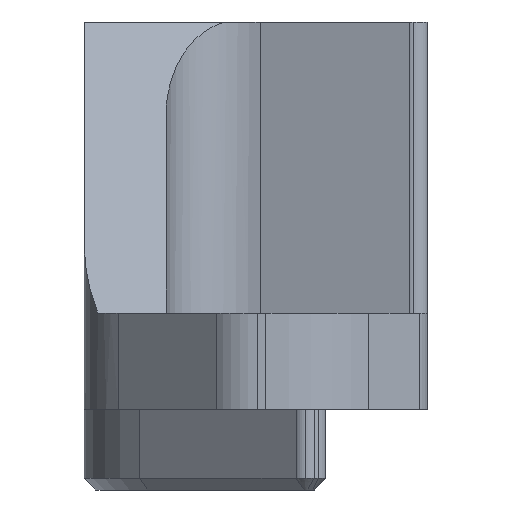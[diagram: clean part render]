
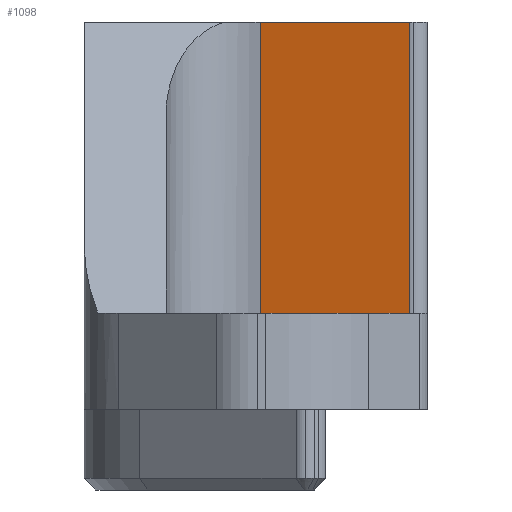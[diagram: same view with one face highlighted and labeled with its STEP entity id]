
A CAD part, left-side view. The second image highlights one B-rep face of the part: STEP entity #1098.
In plain terms, the highlighted planar face has unit normal (-0.956, 0.292, 0).
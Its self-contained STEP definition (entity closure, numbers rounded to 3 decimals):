
#45 = CARTESIAN_POINT ( 'NONE',  ( 3.649, -31.294, 8.452 ) ) ;
#78 = AXIS2_PLACEMENT_3D ( 'NONE', #863, #1727, #2539 ) ;
#126 = EDGE_CURVE ( 'NONE', #1501, #2553, #1071, .T. ) ;
#202 = VERTEX_POINT ( 'NONE', #1148 ) ;
#387 = VECTOR ( 'NONE', #2295, 1000. ) ;
#496 = ORIENTED_EDGE ( 'NONE', *, *, #126, .T. ) ;
#633 = VECTOR ( 'NONE', #693, 1000. ) ;
#673 = VERTEX_POINT ( 'NONE', #1944 ) ;
#693 = DIRECTION ( 'NONE',  ( 0., 0., 1. ) ) ;
#720 = EDGE_CURVE ( 'NONE', #673, #1501, #2522, .T. ) ;
#863 = CARTESIAN_POINT ( 'NONE',  ( 2.519, -34.989, 8.452 ) ) ;
#1018 = EDGE_CURVE ( 'NONE', #2553, #202, #1485, .T. ) ;
#1032 = VECTOR ( 'NONE', #1926, 1000. ) ;
#1071 = LINE ( 'NONE', #2111, #1032 ) ;
#1077 = EDGE_CURVE ( 'NONE', #673, #202, #2517, .T. ) ;
#1095 = PLANE ( 'NONE',  #78 ) ;
#1098 = ADVANCED_FACE ( 'NONE', ( #2121 ), #1095, .F. ) ;
#1148 = CARTESIAN_POINT ( 'NONE',  ( 5.215, -26.171, 8.452 ) ) ;
#1269 = EDGE_LOOP ( 'NONE', ( #1438, #496, #2193, #2599 ) ) ;
#1438 = ORIENTED_EDGE ( 'NONE', *, *, #720, .T. ) ;
#1485 = LINE ( 'NONE', #1744, #387 ) ;
#1501 = VERTEX_POINT ( 'NONE', #1860 ) ;
#1727 = DIRECTION ( 'NONE',  ( 0.956, -0.292, 0. ) ) ;
#1744 = CARTESIAN_POINT ( 'NONE',  ( 5.215, -26.171, 8.452 ) ) ;
#1860 = CARTESIAN_POINT ( 'NONE',  ( 3.649, -31.294, 18.452 ) ) ;
#1926 = DIRECTION ( 'NONE',  ( 0.292, 0.956, 0. ) ) ;
#1943 = DIRECTION ( 'NONE',  ( 0.292, 0.956, 0. ) ) ;
#1944 = CARTESIAN_POINT ( 'NONE',  ( 3.649, -31.294, 8.452 ) ) ;
#1982 = CARTESIAN_POINT ( 'NONE',  ( 5.215, -26.171, 18.452 ) ) ;
#2107 = CARTESIAN_POINT ( 'NONE',  ( 2.519, -34.989, 8.452 ) ) ;
#2111 = CARTESIAN_POINT ( 'NONE',  ( 2.519, -34.989, 18.452 ) ) ;
#2121 = FACE_OUTER_BOUND ( 'NONE', #1269, .T. ) ;
#2193 = ORIENTED_EDGE ( 'NONE', *, *, #1018, .T. ) ;
#2295 = DIRECTION ( 'NONE',  ( 0., 0., -1. ) ) ;
#2517 = LINE ( 'NONE', #2107, #2645 ) ;
#2522 = LINE ( 'NONE', #45, #633 ) ;
#2539 = DIRECTION ( 'NONE',  ( 0., 0., -1. ) ) ;
#2553 = VERTEX_POINT ( 'NONE', #1982 ) ;
#2599 = ORIENTED_EDGE ( 'NONE', *, *, #1077, .F. ) ;
#2645 = VECTOR ( 'NONE', #1943, 1000. ) ;
